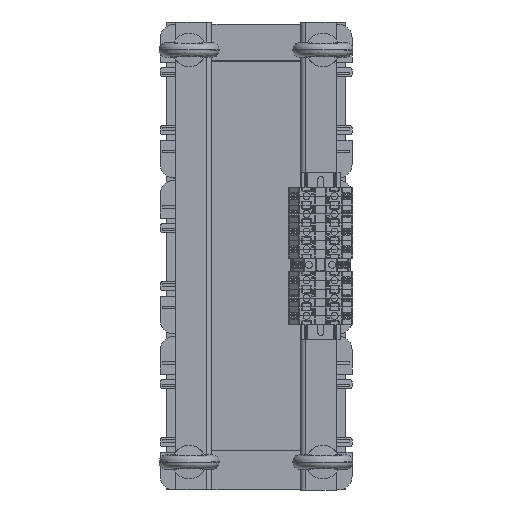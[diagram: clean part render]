
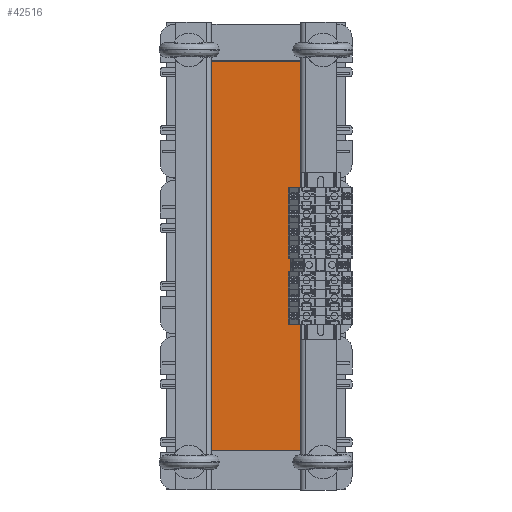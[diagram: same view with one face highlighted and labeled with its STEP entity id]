
A CAD part, left-side view. The second image highlights one B-rep face of the part: STEP entity #42516.
In plain terms, the highlighted planar face has unit normal (-1, 0, 0).
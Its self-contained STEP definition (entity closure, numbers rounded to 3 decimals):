
#5397=FACE_OUTER_BOUND('',#7789,.T.);
#7789=EDGE_LOOP('',(#28822,#28823,#28824,#28825));
#10282=LINE('',#61802,#14491);
#10290=LINE('',#61817,#14499);
#10291=LINE('',#61819,#14500);
#10292=LINE('',#61820,#14501);
#14491=VECTOR('',#49447,10.);
#14499=VECTOR('',#49459,10.);
#14500=VECTOR('',#49462,10.);
#14501=VECTOR('',#49463,10.);
#18698=VERTEX_POINT('',#61799);
#18699=VERTEX_POINT('',#61801);
#18703=VERTEX_POINT('',#61813);
#18704=VERTEX_POINT('',#61815);
#22606=EDGE_CURVE('',#18698,#18699,#10282,.T.);
#22614=EDGE_CURVE('',#18703,#18704,#10290,.T.);
#22615=EDGE_CURVE('',#18698,#18703,#10291,.T.);
#22616=EDGE_CURVE('',#18699,#18704,#10292,.T.);
#28822=ORIENTED_EDGE('',*,*,#22615,.T.);
#28823=ORIENTED_EDGE('',*,*,#22614,.T.);
#28824=ORIENTED_EDGE('',*,*,#22616,.F.);
#28825=ORIENTED_EDGE('',*,*,#22606,.F.);
#41147=PLANE('',#45317);
#42516=ADVANCED_FACE('',(#5397),#41147,.T.);
#45317=AXIS2_PLACEMENT_3D('',#61818,#49460,#49461);
#49447=DIRECTION('',(0.,1.,0.));
#49459=DIRECTION('',(0.,1.,0.));
#49460=DIRECTION('center_axis',(-1.,0.,0.));
#49461=DIRECTION('ref_axis',(0.,0.,1.));
#49462=DIRECTION('',(0.,0.,1.));
#49463=DIRECTION('',(0.,0.,1.));
#61799=CARTESIAN_POINT('',(-350.,0.,0.));
#61801=CARTESIAN_POINT('',(-350.,80.,0.));
#61802=CARTESIAN_POINT('',(-350.,0.,0.));
#61813=CARTESIAN_POINT('',(-350.,0.,350.));
#61815=CARTESIAN_POINT('',(-350.,80.,350.));
#61817=CARTESIAN_POINT('',(-350.,0.,350.));
#61818=CARTESIAN_POINT('Origin',(-350.,0.,0.));
#61819=CARTESIAN_POINT('',(-350.,0.,0.));
#61820=CARTESIAN_POINT('',(-350.,80.,0.));
